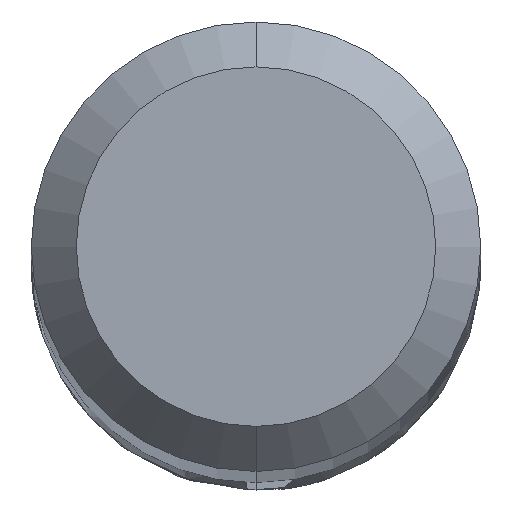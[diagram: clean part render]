
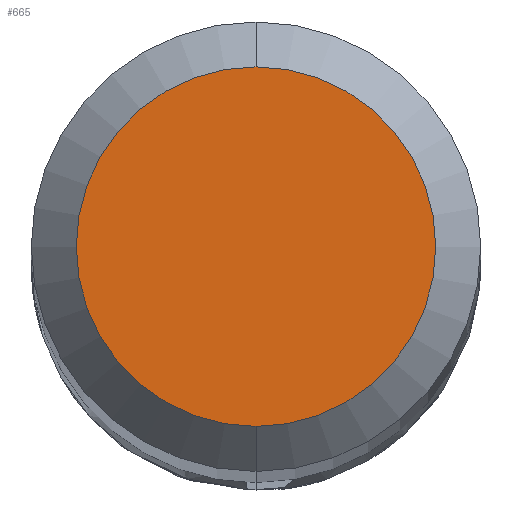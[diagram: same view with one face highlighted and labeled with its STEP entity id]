
A CAD part, top view. The second image highlights one B-rep face of the part: STEP entity #665.
In plain terms, the highlighted planar face has unit normal (0, 0, 1).
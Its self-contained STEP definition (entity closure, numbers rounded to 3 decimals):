
#665=ADVANCED_FACE('',(#1806),#1807,.T.);
#667=EDGE_CURVE('',#1693,#961,#1809,.T.);
#961=VERTEX_POINT('',#2134);
#1347=EDGE_CURVE('',#961,#1693,#2558,.T.);
#1693=VERTEX_POINT('',#2931);
#1806=FACE_OUTER_BOUND('',#3452,.T.);
#1807=PLANE('',#3453);
#1809=CIRCLE('',#3456,1.2);
#2134=CARTESIAN_POINT('',(0.,-1.2,0.0));
#2558=CIRCLE('',#7660,1.2);
#2931=CARTESIAN_POINT('',(0.0,1.2,0.0));
#3452=EDGE_LOOP('',(#10055,#10056));
#3453=AXIS2_PLACEMENT_3D('',#10057,#10058,#10059);
#3456=AXIS2_PLACEMENT_3D('',#10060,#10061,#10062);
#7660=AXIS2_PLACEMENT_3D('',#10821,#10822,#10823);
#10055=ORIENTED_EDGE('',*,*,#667,.F.);
#10056=ORIENTED_EDGE('',*,*,#1347,.F.);
#10057=CARTESIAN_POINT('',(0.0,0.6,0.0));
#10058=DIRECTION('',(-0.0,0.0,1.0));
#10059=DIRECTION('',(0.0,-1.0,0.0));
#10060=CARTESIAN_POINT('',(0.0,0.0,0.0));
#10061=DIRECTION('',(0.0,0.0,-1.0));
#10062=DIRECTION('',(0.0,1.0,0.0));
#10821=CARTESIAN_POINT('',(0.0,0.0,0.0));
#10822=DIRECTION('',(0.0,0.0,-1.0));
#10823=DIRECTION('',(0.0,1.0,0.0));
